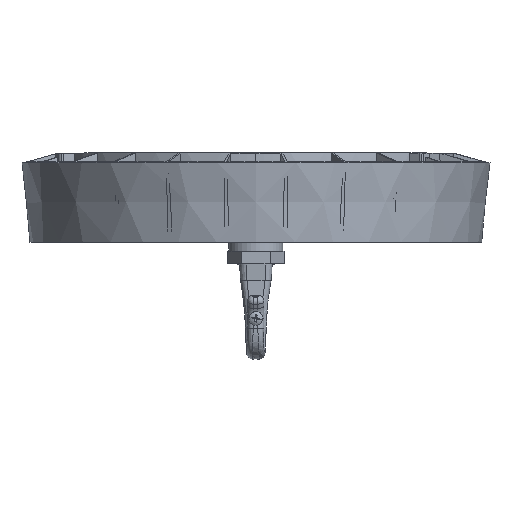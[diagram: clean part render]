
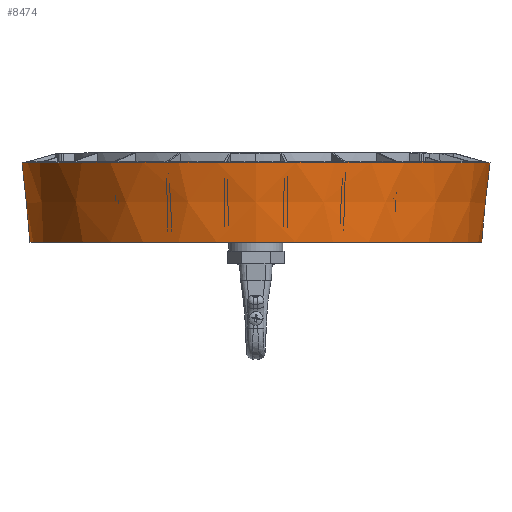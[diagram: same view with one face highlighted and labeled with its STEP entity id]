
A CAD part, top view. The second image highlights one B-rep face of the part: STEP entity #8474.
In plain terms, the highlighted conical face has half-angle 6 degrees and reference radius 135 mm.
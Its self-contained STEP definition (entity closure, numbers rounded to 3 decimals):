
#83 = CARTESIAN_POINT ( 'NONE',  ( 0., 0., -103.9 ) ) ;
#727 = DIRECTION ( 'NONE',  ( 0., 1., 0. ) ) ;
#1330 = AXIS2_PLACEMENT_3D ( 'NONE', #83, #4109, #2730 ) ;
#2730 = DIRECTION ( 'NONE',  ( 0., 1., 0. ) ) ;
#2898 = VERTEX_POINT ( 'NONE', #4563 ) ;
#3545 = DIRECTION ( 'NONE',  ( 0., 0., -1. ) ) ;
#3932 = DIRECTION ( 'NONE',  ( 0., 0., -1. ) ) ;
#4010 = CONICAL_SURFACE ( 'NONE', #1330, 135., 0.105 ) ;
#4109 = DIRECTION ( 'NONE',  ( 0., 0., -1. ) ) ;
#4292 = VERTEX_POINT ( 'NONE', #7164 ) ;
#4539 = ORIENTED_EDGE ( 'NONE', *, *, #12862, .T. ) ;
#4563 = CARTESIAN_POINT ( 'NONE',  ( 0., 135., -103.9 ) ) ;
#5307 = CIRCLE ( 'NONE', #11208, 135. ) ;
#6898 = FACE_OUTER_BOUND ( 'NONE', #8066, .T. ) ;
#7164 = CARTESIAN_POINT ( 'NONE',  ( 0., 130.175, -57.994 ) ) ;
#8066 = EDGE_LOOP ( 'NONE', ( #10523 ) ) ;
#8251 = EDGE_LOOP ( 'NONE', ( #4539 ) ) ;
#8474 = ADVANCED_FACE ( 'NONE', ( #6898, #10018 ), #4010, .T. ) ;
#9465 = CARTESIAN_POINT ( 'NONE',  ( 0., 0., -103.9 ) ) ;
#10018 = FACE_BOUND ( 'NONE', #8251, .T. ) ;
#10523 = ORIENTED_EDGE ( 'NONE', *, *, #11090, .F. ) ;
#11090 = EDGE_CURVE ( 'NONE', #2898, #2898, #5307, .T. ) ;
#11208 = AXIS2_PLACEMENT_3D ( 'NONE', #9465, #3545, #727 ) ;
#12339 = CARTESIAN_POINT ( 'NONE',  ( 0., 0., -57.994 ) ) ;
#12615 = AXIS2_PLACEMENT_3D ( 'NONE', #12339, #3932, #15270 ) ;
#12862 = EDGE_CURVE ( 'NONE', #4292, #4292, #15829, .T. ) ;
#15270 = DIRECTION ( 'NONE',  ( 0., 1., 0. ) ) ;
#15829 = CIRCLE ( 'NONE', #12615, 130.175 ) ;
